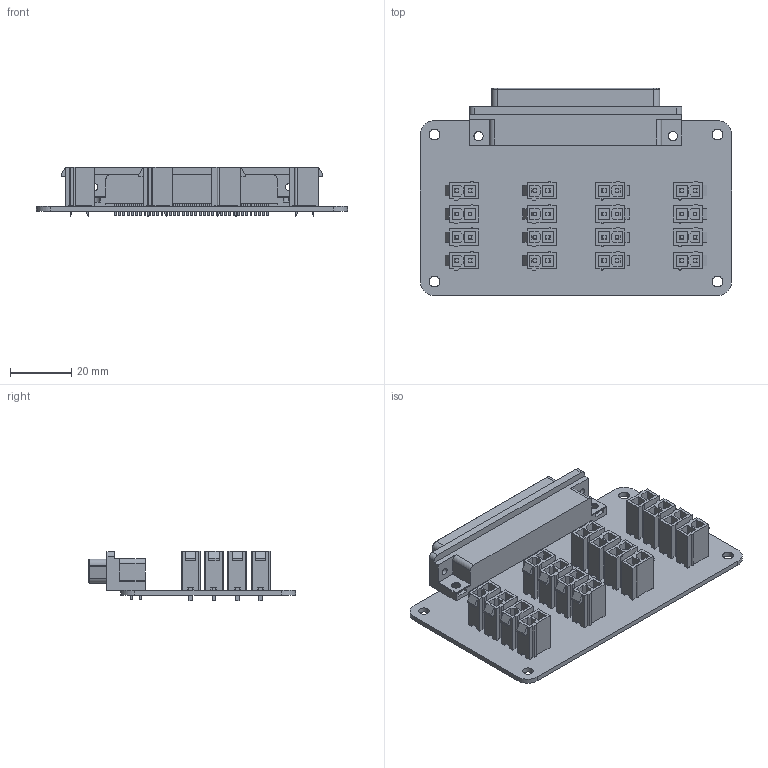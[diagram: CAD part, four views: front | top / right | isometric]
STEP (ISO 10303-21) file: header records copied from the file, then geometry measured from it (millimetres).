
FILE_DESCRIPTION(('KiCad electronic assembly'),'2;1');
FILE_NAME('Digital-Output-Module.step','2021-08-28T14:51:06',( 'An Author'),('A Company'),'Open CASCADE STEP processor 6.9', 'KiCad to STEP converter','Unknown');
FILE_SCHEMA(('AUTOMOTIVE_DESIGN { 1 0 10303 214 1 1 1 1 }'));
Length unit declared in the file: millimetre
Products named in the file (6): Open CASCADE STEP translator 6.9 1; 0039281023_stp; SOLID; 182-037-213_step; COMPOUND
Assembly tree (20 placements, depth 3):
  Open CASCADE STEP translator 6.9 1
    0039281023_stp  x16
      SOLID
    182-037-213_step
      SOLID
    COMPOUND
Bounding box: 101.6 x 67.67 x 16.3 mm (x, y, z)
Volume: 26409.2 mm3; surface area: 33315.7 mm2
Topology: 18 solids, 18 shells, 1897 faces, 4853 edges, 3174 vertices
Faces by surface type: plane 1690, cylinder 168, extrusion 35, torus 4
Full cylindrical faces by diameter (mm): 1.092 x37, 1.143 x37, 1.397 x32, 2.261 x2, 3.048 x6, 3.505 x4
Entity records: 50822 total; most frequent: CARTESIAN_POINT 11372, DIRECTION 6746, VECTOR 4470, LINE 4435, ORIENTED_EDGE 3556, PCURVE 3556, DEFINITIONAL_REPRESENTATION 3556, EDGE_CURVE 1778
